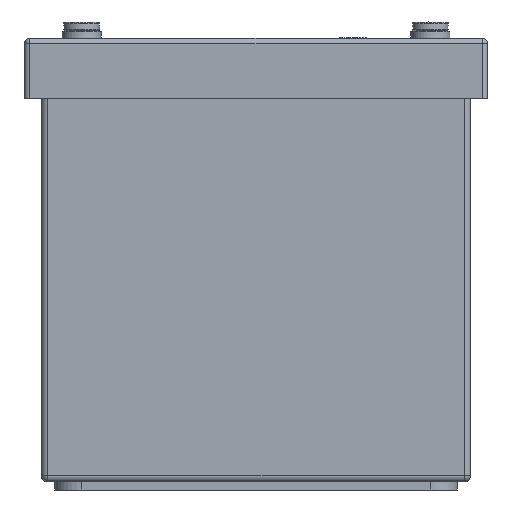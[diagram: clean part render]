
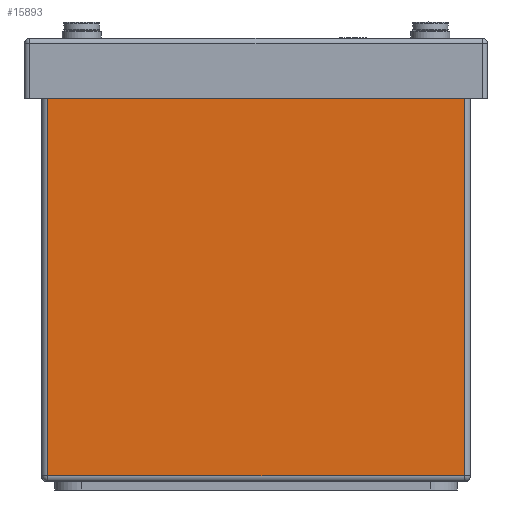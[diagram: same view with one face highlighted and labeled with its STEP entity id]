
A CAD part, left-side view. The second image highlights one B-rep face of the part: STEP entity #15893.
In plain terms, the highlighted planar face has unit normal (-1, 0, 0).
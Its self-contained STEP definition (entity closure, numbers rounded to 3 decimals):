
#143 = FACE_OUTER_BOUND ( 'NONE', #20998, .T. ) ;
#524 = VERTEX_POINT ( 'NONE', #2159 ) ;
#934 = ORIENTED_EDGE ( 'NONE', *, *, #1779, .T. ) ;
#1497 = VECTOR ( 'NONE', #18648, 1000. ) ;
#1559 = DIRECTION ( 'NONE',  ( 0., 0., -1. ) ) ;
#1779 = EDGE_CURVE ( 'NONE', #10314, #9292, #22778, .T. ) ;
#1968 = EDGE_CURVE ( 'NONE', #524, #12976, #16097, .T. ) ;
#2159 = CARTESIAN_POINT ( 'NONE',  ( 0., 100.076, 100.076 ) ) ;
#2290 = CARTESIAN_POINT ( 'NONE',  ( 0., 1.524, 101.6 ) ) ;
#2510 = VECTOR ( 'NONE', #16847, 1000. ) ;
#3873 = CARTESIAN_POINT ( 'NONE',  ( 0., 1.524, 100.076 ) ) ;
#4929 = ORIENTED_EDGE ( 'NONE', *, *, #10471, .T. ) ;
#4931 = DIRECTION ( 'NONE',  ( 0., -1., 0. ) ) ;
#7264 = CARTESIAN_POINT ( 'NONE',  ( 0., 101.6, 100.076 ) ) ;
#7626 = ORIENTED_EDGE ( 'NONE', *, *, #8246, .T. ) ;
#8246 = EDGE_CURVE ( 'NONE', #9292, #524, #9094, .T. ) ;
#9094 = LINE ( 'NONE', #7264, #1497 ) ;
#9292 = VERTEX_POINT ( 'NONE', #3873 ) ;
#9725 = CARTESIAN_POINT ( 'NONE',  ( 0., 100.076, 1.524 ) ) ;
#10314 = VERTEX_POINT ( 'NONE', #17292 ) ;
#10397 = CARTESIAN_POINT ( 'NONE',  ( 0., 101.6, 1.524 ) ) ;
#10471 = EDGE_CURVE ( 'NONE', #12976, #10314, #12809, .T. ) ;
#12809 = LINE ( 'NONE', #10397, #22987 ) ;
#12976 = VERTEX_POINT ( 'NONE', #9725 ) ;
#14051 = AXIS2_PLACEMENT_3D ( 'NONE', #18450, #14788, #23790 ) ;
#14788 = DIRECTION ( 'NONE',  ( 1., 0., 0. ) ) ;
#15893 = ADVANCED_FACE ( 'NONE', ( #143 ), #21973, .F. ) ;
#16097 = LINE ( 'NONE', #16328, #23429 ) ;
#16328 = CARTESIAN_POINT ( 'NONE',  ( 0., 100.076, 0. ) ) ;
#16847 = DIRECTION ( 'NONE',  ( 0., 0., 1. ) ) ;
#17292 = CARTESIAN_POINT ( 'NONE',  ( 0., 1.524, 1.524 ) ) ;
#18450 = CARTESIAN_POINT ( 'NONE',  ( 0., 101.6, 101.6 ) ) ;
#18648 = DIRECTION ( 'NONE',  ( 0., 1., 0. ) ) ;
#20998 = EDGE_LOOP ( 'NONE', ( #4929, #934, #7626, #23617 ) ) ;
#21973 = PLANE ( 'NONE',  #14051 ) ;
#22778 = LINE ( 'NONE', #2290, #2510 ) ;
#22987 = VECTOR ( 'NONE', #4931, 1000. ) ;
#23429 = VECTOR ( 'NONE', #1559, 1000. ) ;
#23617 = ORIENTED_EDGE ( 'NONE', *, *, #1968, .T. ) ;
#23790 = DIRECTION ( 'NONE',  ( 0., 0., -1. ) ) ;
